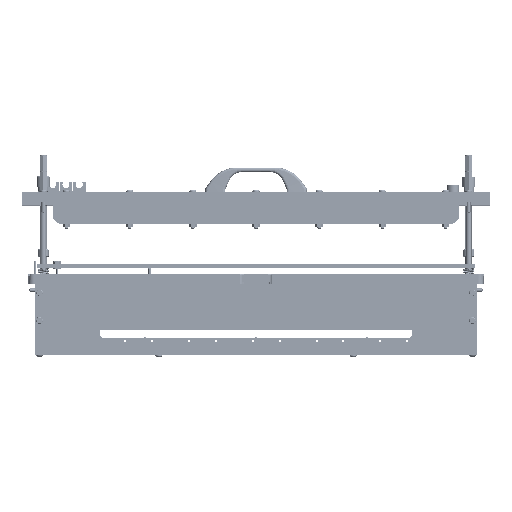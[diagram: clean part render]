
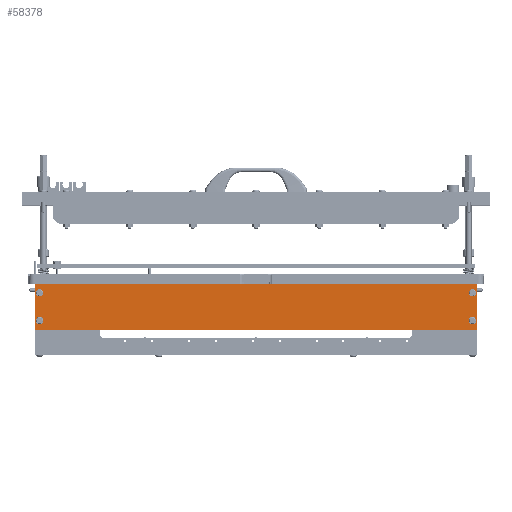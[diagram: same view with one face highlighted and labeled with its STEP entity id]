
A CAD part, top view. The second image highlights one B-rep face of the part: STEP entity #58378.
In plain terms, the highlighted face is planar.
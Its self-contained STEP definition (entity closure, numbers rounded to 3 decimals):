
#6 = ORIENTED_EDGE ( 'NONE', *, *, #13839, .F. ) ;
#402 = CARTESIAN_POINT ( 'NONE',  ( 239., 4., 25. ) ) ;
#1089 = VECTOR ( 'NONE', #4295, 1000. ) ;
#1109 = DIRECTION ( 'NONE',  ( 0., 1., 0. ) ) ;
#1177 = DIRECTION ( 'NONE',  ( 0., -1., 0. ) ) ;
#1323 = DIRECTION ( 'NONE',  ( 0., 0., 1. ) ) ;
#1480 = EDGE_CURVE ( 'NONE', #35178, #24755, #21945, .T. ) ;
#1510 = CIRCLE ( 'NONE', #40644, 4. ) ;
#2467 = CIRCLE ( 'NONE', #48014, 4. ) ;
#2841 = LINE ( 'NONE', #15826, #1089 ) ;
#3475 = DIRECTION ( 'NONE',  ( 0., 1., 0. ) ) ;
#3990 = ORIENTED_EDGE ( 'NONE', *, *, #24800, .T. ) ;
#4216 = DIRECTION ( 'NONE',  ( 0., 1., 0. ) ) ;
#4295 = DIRECTION ( 'NONE',  ( 0., 0., 1. ) ) ;
#5075 = DIRECTION ( 'NONE',  ( 0., 0., 1. ) ) ;
#5780 = ORIENTED_EDGE ( 'NONE', *, *, #52353, .T. ) ;
#6052 = CARTESIAN_POINT ( 'NONE',  ( 234., 4., -11. ) ) ;
#6529 = EDGE_CURVE ( 'NONE', #21281, #51742, #24249, .T. ) ;
#6885 = DIRECTION ( 'NONE',  ( 0., 0., 1. ) ) ;
#7199 = CARTESIAN_POINT ( 'NONE',  ( 234., 4., 11. ) ) ;
#8255 = DIRECTION ( 'NONE',  ( 0., 0., -1. ) ) ;
#10452 = AXIS2_PLACEMENT_3D ( 'NONE', #66675, #1109, #6885 ) ;
#10990 = LINE ( 'NONE', #46468, #33358 ) ;
#11054 = VERTEX_POINT ( 'NONE', #68284 ) ;
#11399 = DIRECTION ( 'NONE',  ( 0., 0., 1. ) ) ;
#11559 = VERTEX_POINT ( 'NONE', #24528 ) ;
#11744 = ORIENTED_EDGE ( 'NONE', *, *, #25831, .T. ) ;
#12934 = CARTESIAN_POINT ( 'NONE',  ( -239., 4., -25. ) ) ;
#13376 = CIRCLE ( 'NONE', #52732, 4. ) ;
#13839 = EDGE_CURVE ( 'NONE', #11054, #14677, #27948, .T. ) ;
#13882 = ORIENTED_EDGE ( 'NONE', *, *, #68045, .T. ) ;
#14534 = DIRECTION ( 'NONE',  ( 0., 0., 1. ) ) ;
#14677 = VERTEX_POINT ( 'NONE', #21998 ) ;
#15826 = CARTESIAN_POINT ( 'NONE',  ( -239., 4., 25. ) ) ;
#17134 = ORIENTED_EDGE ( 'NONE', *, *, #50563, .F. ) ;
#17718 = VERTEX_POINT ( 'NONE', #20698 ) ;
#17776 = DIRECTION ( 'NONE',  ( 0., 0., -1. ) ) ;
#17936 = CARTESIAN_POINT ( 'NONE',  ( -234., 4., -15. ) ) ;
#18000 = AXIS2_PLACEMENT_3D ( 'NONE', #39160, #60974, #44467 ) ;
#19413 = FACE_BOUND ( 'NONE', #27799, .T. ) ;
#20204 = CARTESIAN_POINT ( 'NONE',  ( 234., 4., -19. ) ) ;
#20698 = CARTESIAN_POINT ( 'NONE',  ( -239., 4., -25. ) ) ;
#21229 = CARTESIAN_POINT ( 'NONE',  ( 234., 4., 19. ) ) ;
#21281 = VERTEX_POINT ( 'NONE', #7199 ) ;
#21568 = CARTESIAN_POINT ( 'NONE',  ( -234., 4., 19. ) ) ;
#21945 = CIRCLE ( 'NONE', #45179, 4. ) ;
#21998 = CARTESIAN_POINT ( 'NONE',  ( -234., 4., -19. ) ) ;
#24078 = VECTOR ( 'NONE', #62393, 1000. ) ;
#24188 = DIRECTION ( 'NONE',  ( 0., 1., 0. ) ) ;
#24249 = CIRCLE ( 'NONE', #57886, 4. ) ;
#24528 = CARTESIAN_POINT ( 'NONE',  ( 239., 4., -25. ) ) ;
#24755 = VERTEX_POINT ( 'NONE', #20204 ) ;
#24800 = EDGE_CURVE ( 'NONE', #56465, #45807, #52373, .T. ) ;
#25343 = CARTESIAN_POINT ( 'NONE',  ( -234., 4., 11. ) ) ;
#25831 = EDGE_CURVE ( 'NONE', #45807, #11559, #10990, .T. ) ;
#26937 = ORIENTED_EDGE ( 'NONE', *, *, #1480, .F. ) ;
#27799 = EDGE_LOOP ( 'NONE', ( #50812, #55373 ) ) ;
#27948 = CIRCLE ( 'NONE', #10452, 4. ) ;
#28932 = EDGE_LOOP ( 'NONE', ( #17134, #37565 ) ) ;
#28962 = EDGE_CURVE ( 'NONE', #14677, #11054, #44944, .T. ) ;
#30309 = CIRCLE ( 'NONE', #18000, 4. ) ;
#30559 = FACE_BOUND ( 'NONE', #57657, .T. ) ;
#33358 = VECTOR ( 'NONE', #8255, 1000. ) ;
#34407 = LINE ( 'NONE', #12934, #24078 ) ;
#34517 = AXIS2_PLACEMENT_3D ( 'NONE', #17936, #24188, #1323 ) ;
#35178 = VERTEX_POINT ( 'NONE', #6052 ) ;
#37081 = EDGE_CURVE ( 'NONE', #51172, #67086, #30309, .T. ) ;
#37362 = DIRECTION ( 'NONE',  ( 0., 0., 1. ) ) ;
#37565 = ORIENTED_EDGE ( 'NONE', *, *, #6529, .F. ) ;
#37752 = DIRECTION ( 'NONE',  ( 0., 1., 0. ) ) ;
#38745 = DIRECTION ( 'NONE',  ( 0., 1., 0. ) ) ;
#39160 = CARTESIAN_POINT ( 'NONE',  ( -234., 4., 15. ) ) ;
#39397 = AXIS2_PLACEMENT_3D ( 'NONE', #61689, #1177, #17776 ) ;
#40644 = AXIS2_PLACEMENT_3D ( 'NONE', #43751, #37752, #5075 ) ;
#42379 = ORIENTED_EDGE ( 'NONE', *, *, #28962, .F. ) ;
#43751 = CARTESIAN_POINT ( 'NONE',  ( 234., 4., -15. ) ) ;
#43872 = CARTESIAN_POINT ( 'NONE',  ( 234., 4., 15. ) ) ;
#44343 = FACE_BOUND ( 'NONE', #60660, .T. ) ;
#44467 = DIRECTION ( 'NONE',  ( 0., 0., 1. ) ) ;
#44944 = CIRCLE ( 'NONE', #34517, 4. ) ;
#45174 = FACE_BOUND ( 'NONE', #28932, .T. ) ;
#45179 = AXIS2_PLACEMENT_3D ( 'NONE', #55500, #38745, #60539 ) ;
#45807 = VERTEX_POINT ( 'NONE', #402 ) ;
#46468 = CARTESIAN_POINT ( 'NONE',  ( 239., 4., 25. ) ) ;
#47658 = CARTESIAN_POINT ( 'NONE',  ( -234., 4., 15. ) ) ;
#48014 = AXIS2_PLACEMENT_3D ( 'NONE', #47658, #3475, #14534 ) ;
#50563 = EDGE_CURVE ( 'NONE', #51742, #21281, #13376, .T. ) ;
#50675 = VECTOR ( 'NONE', #53268, 1000. ) ;
#50812 = ORIENTED_EDGE ( 'NONE', *, *, #68885, .F. ) ;
#51172 = VERTEX_POINT ( 'NONE', #25343 ) ;
#51742 = VERTEX_POINT ( 'NONE', #21229 ) ;
#52023 = FACE_OUTER_BOUND ( 'NONE', #62269, .T. ) ;
#52353 = EDGE_CURVE ( 'NONE', #17718, #56465, #2841, .T. ) ;
#52373 = LINE ( 'NONE', #63846, #50675 ) ;
#52732 = AXIS2_PLACEMENT_3D ( 'NONE', #53909, #4216, #37362 ) ;
#53268 = DIRECTION ( 'NONE',  ( 1., 0., 0. ) ) ;
#53909 = CARTESIAN_POINT ( 'NONE',  ( 234., 4., 15. ) ) ;
#55373 = ORIENTED_EDGE ( 'NONE', *, *, #37081, .F. ) ;
#55500 = CARTESIAN_POINT ( 'NONE',  ( 234., 4., -15. ) ) ;
#56465 = VERTEX_POINT ( 'NONE', #57263 ) ;
#56747 = EDGE_CURVE ( 'NONE', #24755, #35178, #1510, .T. ) ;
#57263 = CARTESIAN_POINT ( 'NONE',  ( -239., 4., 25. ) ) ;
#57657 = EDGE_LOOP ( 'NONE', ( #6, #42379 ) ) ;
#57814 = ORIENTED_EDGE ( 'NONE', *, *, #56747, .F. ) ;
#57886 = AXIS2_PLACEMENT_3D ( 'NONE', #43872, #60384, #11399 ) ;
#58378 = ADVANCED_FACE ( 'NONE', ( #44343, #45174, #30559, #52023, #19413 ), #62654, .F. ) ;
#60384 = DIRECTION ( 'NONE',  ( 0., 1., 0. ) ) ;
#60539 = DIRECTION ( 'NONE',  ( 0., 0., 1. ) ) ;
#60660 = EDGE_LOOP ( 'NONE', ( #26937, #57814 ) ) ;
#60974 = DIRECTION ( 'NONE',  ( 0., 1., 0. ) ) ;
#61689 = CARTESIAN_POINT ( 'NONE',  ( 239., 4., -25. ) ) ;
#62269 = EDGE_LOOP ( 'NONE', ( #11744, #13882, #5780, #3990 ) ) ;
#62393 = DIRECTION ( 'NONE',  ( -1., 0., 0. ) ) ;
#62654 = PLANE ( 'NONE',  #39397 ) ;
#63846 = CARTESIAN_POINT ( 'NONE',  ( -239., 4., 25. ) ) ;
#66675 = CARTESIAN_POINT ( 'NONE',  ( -234., 4., -15. ) ) ;
#67086 = VERTEX_POINT ( 'NONE', #21568 ) ;
#68045 = EDGE_CURVE ( 'NONE', #11559, #17718, #34407, .T. ) ;
#68284 = CARTESIAN_POINT ( 'NONE',  ( -234., 4., -11. ) ) ;
#68885 = EDGE_CURVE ( 'NONE', #67086, #51172, #2467, .T. ) ;
